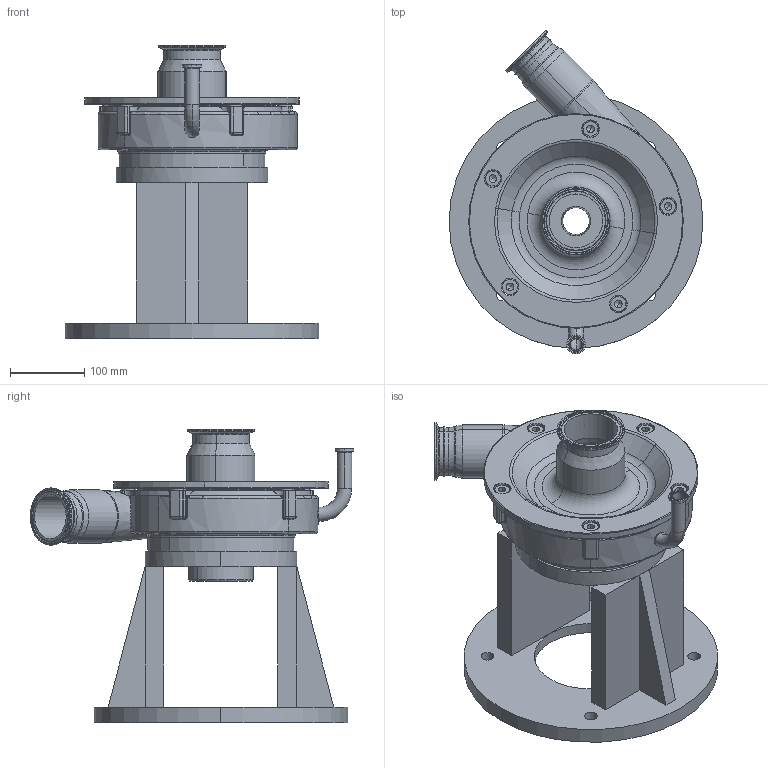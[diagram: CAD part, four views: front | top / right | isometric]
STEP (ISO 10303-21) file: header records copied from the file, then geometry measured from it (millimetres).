
FILE_DESCRIPTION (( 'STEP AP214' ), '1' );
FILE_NAME ('FP 3542 320TSC 45L 3-4 IN ELBOW FRONT DRAIN.STEP', '2023-02-28T16:58:08', ( '' ), ( '' ), 'SwSTEP 2.0', 'SolidWorks 2021', '' );
FILE_SCHEMA (( 'AUTOMOTIVE_DESIGN' ));
Length unit declared in the file: millimetre
Products named in the file (1): FP 3542 320TSC 45L 3-4 IN ELBOW FRONT DRAIN
Bounding box: 343 x 437.62 x 396.5 mm (x, y, z)
Volume: 6284636.5 mm3; surface area: 860301.3 mm2
Topology: 1 solids, 1 shells, 511 faces, 1213 edges, 702 vertices
Faces by surface type: cylinder 159, torus 102, cone 75, plane 75, bspline 75, sphere 25
Entity records: 18655 total; most frequent: CARTESIAN_POINT 7105, DIRECTION 2550, ORIENTED_EDGE 2368, EDGE_CURVE 1184, AXIS2_PLACEMENT_3D 1112, VERTEX_POINT 700, CIRCLE 675, EDGE_LOOP 564
